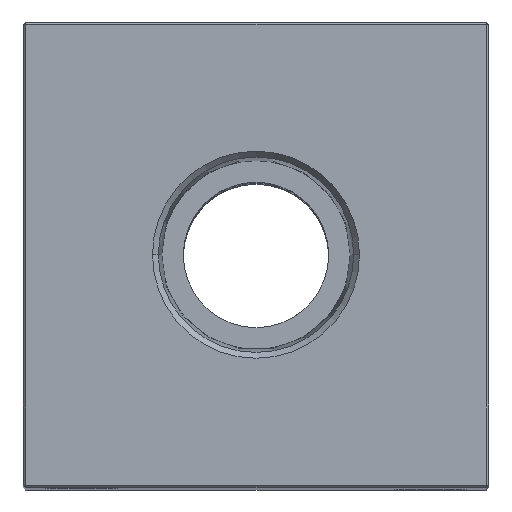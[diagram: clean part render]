
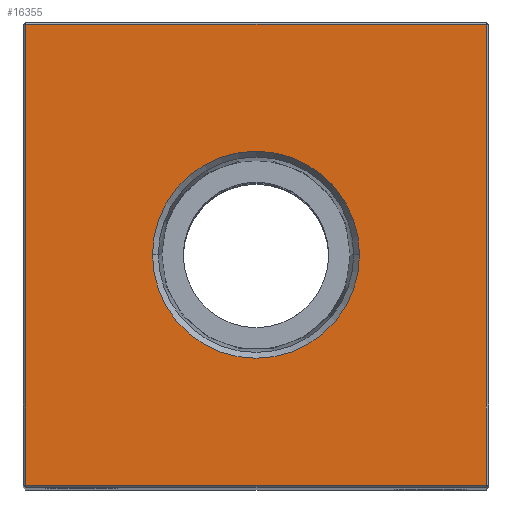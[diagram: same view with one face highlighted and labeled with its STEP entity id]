
A CAD part, top view. The second image highlights one B-rep face of the part: STEP entity #16355.
In plain terms, the highlighted planar face has unit normal (0, 0, 1).
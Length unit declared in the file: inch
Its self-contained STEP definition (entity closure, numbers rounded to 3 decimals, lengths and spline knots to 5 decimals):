
#148 = AXIS2_PLACEMENT_3D ( 'NONE', #19208, #18952, #21015 ) ;
#505 = EDGE_CURVE ( 'NONE', #12902, #13256, #5660, .T. ) ;
#834 = LINE ( 'NONE', #2788, #11658 ) ;
#911 = VERTEX_POINT ( 'NONE', #5999 ) ;
#1757 = CARTESIAN_POINT ( 'NONE',  ( 0., 0.99, 6.25 ) ) ;
#2288 = ORIENTED_EDGE ( 'NONE', *, *, #505, .T. ) ;
#2788 = CARTESIAN_POINT ( 'NONE',  ( -0.99, 0., 6.25 ) ) ;
#2893 = DIRECTION ( 'NONE',  ( 0., 0., 1. ) ) ;
#3106 = DIRECTION ( 'NONE',  ( 1., 0., 0. ) ) ;
#3836 = DIRECTION ( 'NONE',  ( -1., 0., 0. ) ) ;
#4061 = VECTOR ( 'NONE', #3836, 39.37008 ) ;
#5660 = LINE ( 'NONE', #1757, #4061 ) ;
#5898 = ORIENTED_EDGE ( 'NONE', *, *, #24389, .F. ) ;
#5999 = CARTESIAN_POINT ( 'NONE',  ( 0.99, -0.99, 6.25 ) ) ;
#6101 = ORIENTED_EDGE ( 'NONE', *, *, #10760, .T. ) ;
#6465 = ORIENTED_EDGE ( 'NONE', *, *, #10437, .F. ) ;
#6515 = EDGE_LOOP ( 'NONE', ( #5898, #6465 ) ) ;
#7934 = PLANE ( 'NONE',  #15207 ) ;
#8324 = FACE_OUTER_BOUND ( 'NONE', #15892, .T. ) ;
#8768 = DIRECTION ( 'NONE',  ( 0., -1., 0. ) ) ;
#8870 = DIRECTION ( 'NONE',  ( 1., 0., 0. ) ) ;
#8875 = CARTESIAN_POINT ( 'NONE',  ( -0.99, -0.99, 6.25 ) ) ;
#9165 = VECTOR ( 'NONE', #15605, 39.37008 ) ;
#9302 = CIRCLE ( 'NONE', #148, 0.44487 ) ;
#9336 = EDGE_CURVE ( 'NONE', #13256, #11337, #834, .T. ) ;
#10275 = CARTESIAN_POINT ( 'NONE',  ( 0., 0., 6.25 ) ) ;
#10370 = ORIENTED_EDGE ( 'NONE', *, *, #19372, .T. ) ;
#10400 = CIRCLE ( 'NONE', #23668, 0.44487 ) ;
#10437 = EDGE_CURVE ( 'NONE', #13728, #24052, #10400, .T. ) ;
#10698 = CARTESIAN_POINT ( 'NONE',  ( 0., 0., 6.25 ) ) ;
#10760 = EDGE_CURVE ( 'NONE', #911, #12902, #25074, .T. ) ;
#11040 = LINE ( 'NONE', #24923, #22887 ) ;
#11337 = VERTEX_POINT ( 'NONE', #8875 ) ;
#11443 = CARTESIAN_POINT ( 'NONE',  ( 0.99, 0., 6.25 ) ) ;
#11577 = CARTESIAN_POINT ( 'NONE',  ( -0.99, 0.99, 6.25 ) ) ;
#11658 = VECTOR ( 'NONE', #8768, 39.37008 ) ;
#11973 = FACE_BOUND ( 'NONE', #6515, .T. ) ;
#12902 = VERTEX_POINT ( 'NONE', #23162 ) ;
#13256 = VERTEX_POINT ( 'NONE', #11577 ) ;
#13728 = VERTEX_POINT ( 'NONE', #14392 ) ;
#14057 = DIRECTION ( 'NONE',  ( 0., 0., -1. ) ) ;
#14304 = CARTESIAN_POINT ( 'NONE',  ( 0.44487, 0., 6.25 ) ) ;
#14392 = CARTESIAN_POINT ( 'NONE',  ( -0.44487, 0., 6.25 ) ) ;
#14396 = ORIENTED_EDGE ( 'NONE', *, *, #9336, .T. ) ;
#15207 = AXIS2_PLACEMENT_3D ( 'NONE', #10275, #14057, #21963 ) ;
#15605 = DIRECTION ( 'NONE',  ( 0., 1., 0. ) ) ;
#15892 = EDGE_LOOP ( 'NONE', ( #14396, #10370, #6101, #2288 ) ) ;
#16355 = ADVANCED_FACE ( 'NONE', ( #8324, #11973 ), #7934, .F. ) ;
#18952 = DIRECTION ( 'NONE',  ( 0., 0., 1. ) ) ;
#19208 = CARTESIAN_POINT ( 'NONE',  ( 0., 0., 6.25 ) ) ;
#19372 = EDGE_CURVE ( 'NONE', #11337, #911, #11040, .T. ) ;
#21015 = DIRECTION ( 'NONE',  ( 1., 0., 0. ) ) ;
#21963 = DIRECTION ( 'NONE',  ( -1., 0., 0. ) ) ;
#22887 = VECTOR ( 'NONE', #3106, 39.37008 ) ;
#23162 = CARTESIAN_POINT ( 'NONE',  ( 0.99, 0.99, 6.25 ) ) ;
#23668 = AXIS2_PLACEMENT_3D ( 'NONE', #10698, #2893, #8870 ) ;
#24052 = VERTEX_POINT ( 'NONE', #14304 ) ;
#24389 = EDGE_CURVE ( 'NONE', #24052, #13728, #9302, .T. ) ;
#24923 = CARTESIAN_POINT ( 'NONE',  ( 0., -0.99, 6.25 ) ) ;
#25074 = LINE ( 'NONE', #11443, #9165 ) ;
